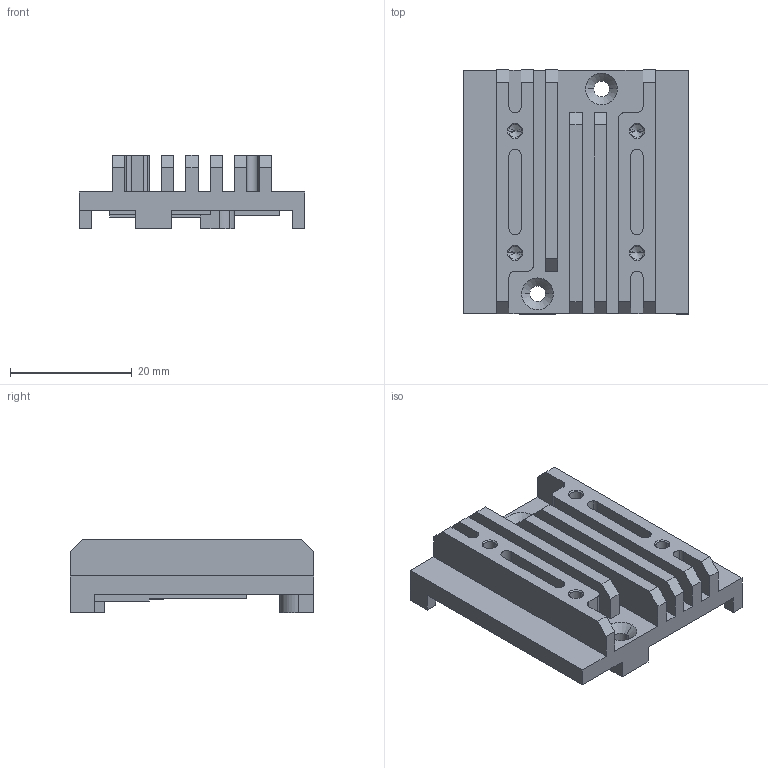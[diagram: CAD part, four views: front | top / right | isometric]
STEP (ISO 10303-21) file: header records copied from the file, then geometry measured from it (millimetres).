
FILE_DESCRIPTION(('FreeCAD Model'),'2;1');
FILE_NAME('Open CASCADE Shape Model','2024-09-19T14:37:31',(''),(''), 'Open CASCADE STEP processor 7.6','FreeCAD','Unknown');
FILE_SCHEMA(('AUTOMOTIVE_DESIGN { 1 0 10303 214 1 1 1 1 }'));
Length unit declared in the file: millimetre
Products named in the file (1): XK049b Heatspreader PCM-070  PL1549 mit Kühlrippen und Lüfter
Bounding box: 37 x 40 x 12 mm (x, y, z)
Volume: 8135.3 mm3; surface area: 6714.9 mm2
Topology: 1 solids, 1 shells, 138 faces, 378 edges, 241 vertices
Faces by surface type: plane 80, cylinder 38, cone 20
Entity records: 4316 total; most frequent: CARTESIAN_POINT 750, ORIENTED_EDGE 740, DIRECTION 736, EDGE_CURVE 370, LINE 282, VECTOR 282, VERTEX_POINT 241, AXIS2_PLACEMENT_3D 227
